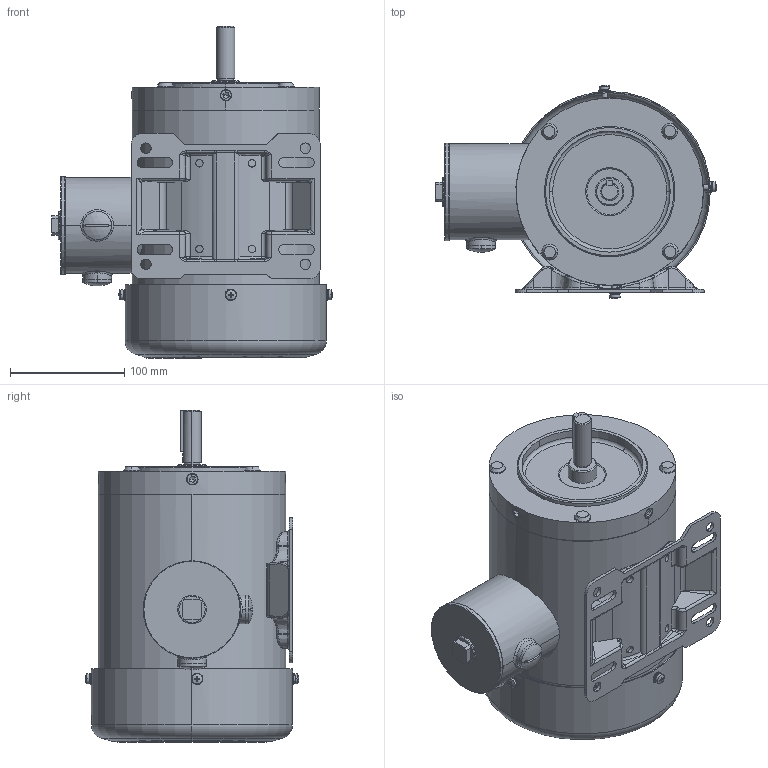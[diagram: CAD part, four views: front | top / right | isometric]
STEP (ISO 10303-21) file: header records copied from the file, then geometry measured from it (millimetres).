
FILE_DESCRIPTION (( 'STEP AP214' ), '1' );
FILE_NAME ('MTSP-P33-3BD36.STEP', '2022-06-06T15:05:34', ( '' ), ( '' ), 'SwSTEP 2.0', 'SolidWorks 2021', '' );
FILE_SCHEMA (( 'AUTOMOTIVE_DESIGN' ));
Length unit declared in the file: inch
Products named in the file (1): MTSP-P33-3BD36
Bounding box: 245.86 x 186.87 x 290.6 mm (x, y, z)
Volume: 891113.2 mm3; surface area: 601307.3 mm2
Topology: 40 solids, 40 shells, 1660 faces, 4608 edges, 2914 vertices
Faces by surface type: cylinder 579, plane 442, torus 260, bspline 155, cone 136, sphere 88
Entity records: 74347 total; most frequent: CARTESIAN_POINT 33868, ORIENTED_EDGE 8806, DIRECTION 7947, EDGE_CURVE 4403, AXIS2_PLACEMENT_3D 3287, VERTEX_POINT 2818, EDGE_LOOP 1849, CIRCLE 1781
